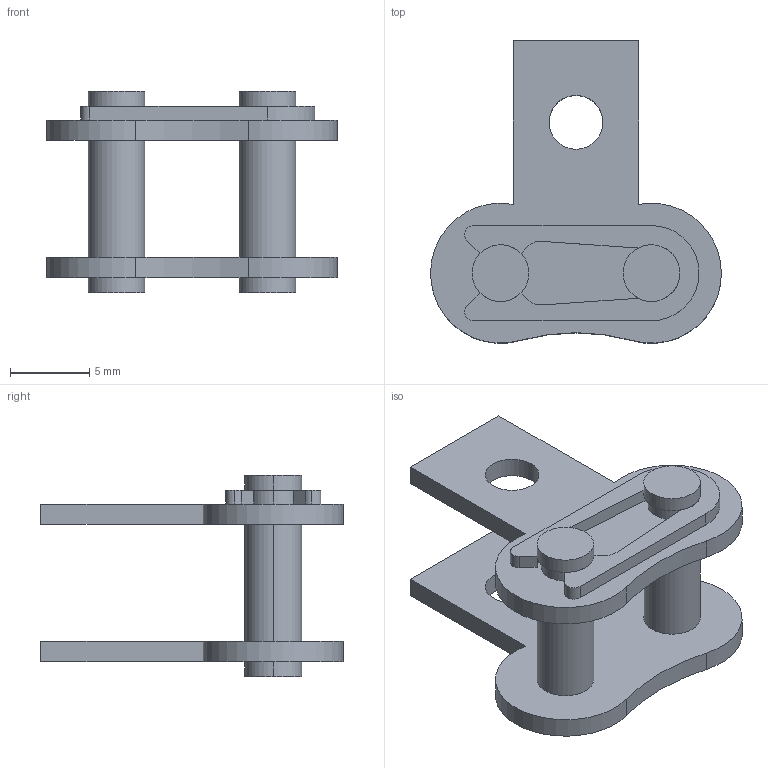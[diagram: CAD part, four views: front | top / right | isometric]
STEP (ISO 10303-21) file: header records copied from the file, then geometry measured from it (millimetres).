
FILE_DESCRIPTION (( 'STEP AP203' ), '1' );
FILE_NAME ('7321K33.step', '2014-11-24T16:20:30', ( '' ), ( '' ), 'SwSTEP 2.0', 'SolidWorks 2010', '' );
FILE_SCHEMA (( 'CONFIG_CONTROL_DESIGN' ));
Length unit declared in the file: inch
Products named in the file (1): 7321K33
Bounding box: 18.36 x 19.09 x 12.7 mm (x, y, z)
Volume: 777 mm3; surface area: 1385.6 mm2
Topology: 2 solids, 2 shells, 64 faces, 156 edges, 104 vertices
Faces by surface type: cylinder 38, plane 26
Entity records: 2005 total; most frequent: DIRECTION 362, CARTESIAN_POINT 325, ORIENTED_EDGE 312, EDGE_CURVE 156, AXIS2_PLACEMENT_3D 141, VERTEX_POINT 104, LINE 80, VECTOR 80
